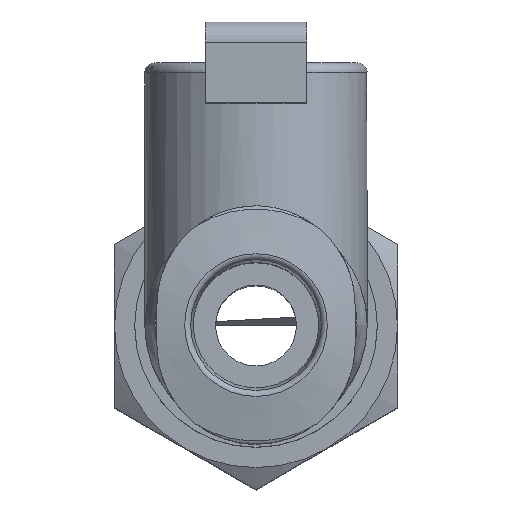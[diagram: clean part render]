
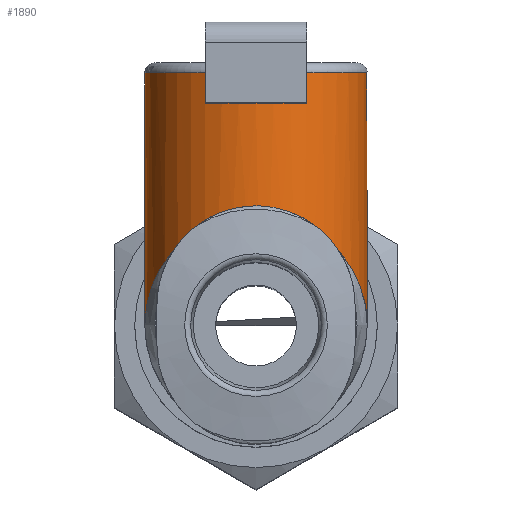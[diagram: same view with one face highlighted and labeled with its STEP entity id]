
A CAD part, top view. The second image highlights one B-rep face of the part: STEP entity #1890.
In plain terms, the highlighted cylindrical face has radius 5.5 mm (diameter 11 mm), a full revolution.
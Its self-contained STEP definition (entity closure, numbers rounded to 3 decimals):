
#27=ELLIPSE('',#1965,7.778,5.5);
#28=ELLIPSE('',#1966,7.778,5.5);
#41=CYLINDRICAL_SURFACE('',#2030,5.5);
#49=LINE('',#2597,#89);
#68=LINE('',#2844,#108);
#89=VECTOR('',#2142,1000.);
#108=VECTOR('',#2309,1000.);
#206=CIRCLE('',#2031,5.5);
#207=CIRCLE('',#2032,5.5);
#408=ORIENTED_EDGE('',*,*,#637,.F.);
#409=ORIENTED_EDGE('',*,*,#636,.F.);
#410=ORIENTED_EDGE('',*,*,#699,.T.);
#411=ORIENTED_EDGE('',*,*,#700,.T.);
#412=ORIENTED_EDGE('',*,*,#701,.F.);
#413=ORIENTED_EDGE('',*,*,#623,.F.);
#623=EDGE_CURVE('',#790,#791,#49,.T.);
#636=EDGE_CURVE('',#801,#802,#27,.F.);
#637=EDGE_CURVE('',#802,#801,#28,.T.);
#699=EDGE_CURVE('',#790,#852,#206,.T.);
#700=EDGE_CURVE('',#852,#853,#68,.T.);
#701=EDGE_CURVE('',#791,#853,#207,.T.);
#790=VERTEX_POINT('',#2596);
#791=VERTEX_POINT('',#2598);
#801=VERTEX_POINT('',#2634);
#802=VERTEX_POINT('',#2635);
#852=VERTEX_POINT('',#2843);
#853=VERTEX_POINT('',#2845);
#1030=EDGE_LOOP('',(#408,#409));
#1031=EDGE_LOOP('',(#410,#411,#412,#413));
#1148=FACE_BOUND('',#1030,.T.);
#1149=FACE_BOUND('',#1031,.T.);
#1890=ADVANCED_FACE('',(#1148,#1149),#41,.T.);
#1965=AXIS2_PLACEMENT_3D('',#2633,#2163,#2164);
#1966=AXIS2_PLACEMENT_3D('',#2636,#2165,#2166);
#2030=AXIS2_PLACEMENT_3D('',#2841,#2305,#2306);
#2031=AXIS2_PLACEMENT_3D('',#2842,#2307,#2308);
#2032=AXIS2_PLACEMENT_3D('',#2846,#2310,#2311);
#2142=DIRECTION('',(0.,-1.,0.));
#2163=DIRECTION('',(0.,0.707,-0.707));
#2164=DIRECTION('',(0.,-0.707,-0.707));
#2165=DIRECTION('',(0.,-0.707,-0.707));
#2166=DIRECTION('',(0.,0.707,-0.707));
#2305=DIRECTION('',(0.,-1.,0.));
#2306=DIRECTION('',(0.,0.,-1.));
#2307=DIRECTION('',(0.,-1.,0.));
#2308=DIRECTION('',(0.,0.,-1.));
#2309=DIRECTION('',(0.,-1.,0.));
#2310=DIRECTION('',(0.,1.,0.));
#2311=DIRECTION('',(0.,0.,1.));
#2596=CARTESIAN_POINT('',(-2.5,12.5,4.899));
#2597=CARTESIAN_POINT('',(-2.5,0.,4.899));
#2598=CARTESIAN_POINT('',(-2.5,11.,4.899));
#2633=CARTESIAN_POINT('',(0.,0.,0.));
#2634=CARTESIAN_POINT('',(5.5,0.,0.));
#2635=CARTESIAN_POINT('',(-5.5,0.,0.));
#2636=CARTESIAN_POINT('',(0.,0.,0.));
#2841=CARTESIAN_POINT('',(0.,0.,0.));
#2842=CARTESIAN_POINT('',(0.,12.5,0.));
#2843=CARTESIAN_POINT('',(2.5,12.5,4.899));
#2844=CARTESIAN_POINT('',(2.5,0.,4.899));
#2845=CARTESIAN_POINT('',(2.5,11.,4.899));
#2846=CARTESIAN_POINT('',(0.,11.,0.));
